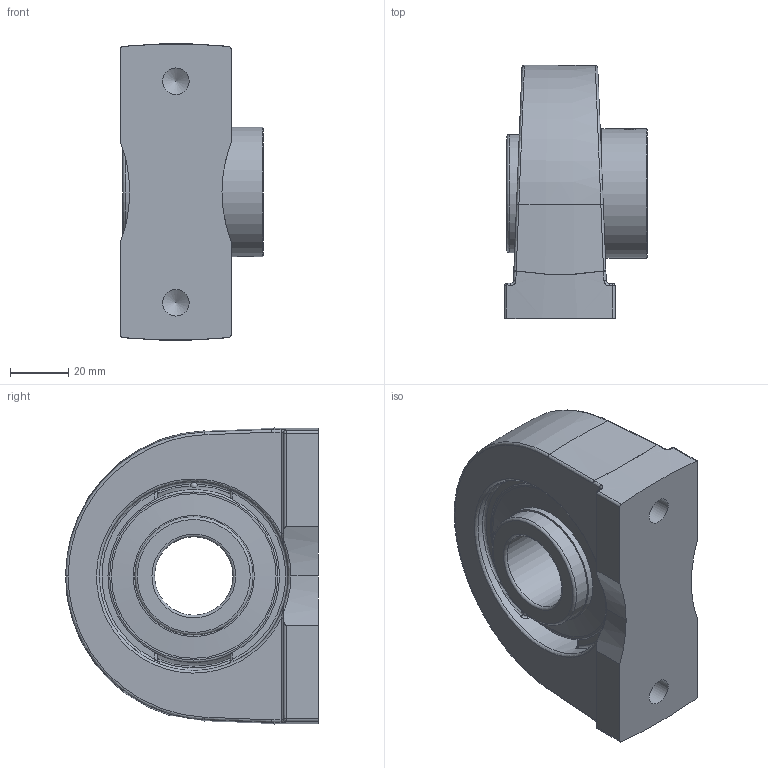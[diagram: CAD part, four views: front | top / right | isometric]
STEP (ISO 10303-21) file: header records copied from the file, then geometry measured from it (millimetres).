
FILE_DESCRIPTION(('HOOPS Exchange Step'),'2;1');
FILE_NAME('export-B6632F41-6A4A-4735-8FC9-CEFCA179E858.stp','2020-05-20T14:50:21-07:00',('dkerr'),('Alibre'),'HOOPS Exchange 2020.0','Alibre','Unknown authorisation');
FILE_SCHEMA( ('AP242_MANAGED_MODEL_BASED_3D_ENGINEERING_MIM_LF {1 0 10303 442 1 1 4 }') );
Length unit declared in the file: inch
Products named in the file (8): MRN SPAM 206 L4L; SHC 206-17 L4L (1.0625inch) (Race); SHC 206 (Shield); SHC 206 (Ball Bearing); SHC 206-17 (Collar); SHC 206 (Setscrew); MRN SHC 206-17 L4L (1.0625inch); MRN SHCSPAM 206-17 L4L (1.0625inch)
Assembly tree (7 placements, depth 3):
  MRN SHCSPAM 206-17 L4L (1.0625inch)
    MRN SPAM 206 L4L
    MRN SHC 206-17 L4L (1.0625inch)
      SHC 206-17 L4L (1.0625inch) (Race)
      SHC 206 (Shield)
      SHC 206 (Ball Bearing)
      SHC 206-17 (Collar)
      SHC 206 (Setscrew)
Bounding box: 49.1 x 87 x 101.91 mm (x, y, z)
Volume: 189890.1 mm3; surface area: 58055 mm2
Topology: 16 solids, 16 shells, 189 faces, 496 edges, 313 vertices
Faces by surface type: cylinder 60, plane 43, bspline 28, sphere 23, torus 19, cone 16
Full cylindrical faces by diameter (mm): 6.35 x7, 9.144 x2, 26.987 x2, 37.631 x2, 40.64 x4, 41.656 x2, 44.5 x1, 55.093 x2, 56.642 x4, 65.017 x2, 70.35 x1
Entity records: 15495 total; most frequent: CARTESIAN_POINT 10798, DIRECTION 961, ORIENTED_EDGE 928, EDGE_CURVE 464, AXIS2_PLACEMENT_3D 418, VERTEX_POINT 313, CIRCLE 221, EDGE_LOOP 209
